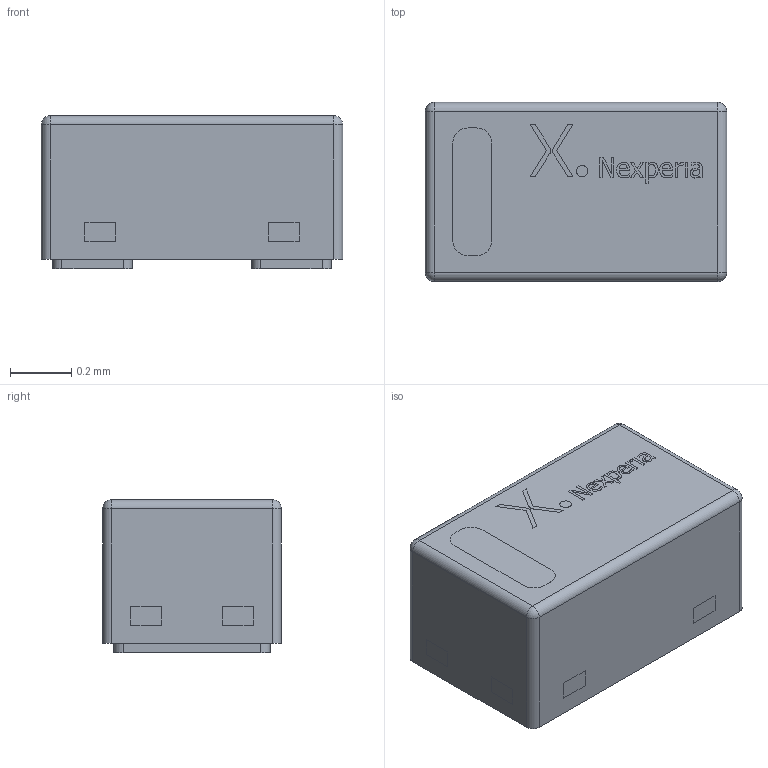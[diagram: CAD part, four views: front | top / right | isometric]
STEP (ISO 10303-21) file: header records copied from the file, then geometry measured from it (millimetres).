
FILE_DESCRIPTION(/* description */ (''),/* implementation_level */ '2;1');
FILE_NAME(/* name */ '1.stp',/* time_stamp */ '2020-12-26T21:40:44+02:00',/* author */ ('k'),/* organization */ (''),/* preprocessor_version */ 'ST-DEVELOPER v15.6',/* originating_system */ 'Autodesk Inventor 2015',/* authorisation */ '');
FILE_SCHEMA (('AUTOMOTIVE_DESIGN { 1 0 10303 214 3 1 1 }'));
Length unit declared in the file: millimetre
Products named in the file (6): 1; 2; 3; 4; Nexperia Logo
Bounding box: 0.98 x 0.58 x 0.5 mm (x, y, z)
Volume: 0.3 mm3; surface area: 5.5 mm2
Topology: 23 solids, 23 shells, 265 faces, 663 edges, 438 vertices
Faces by surface type: plane 184, bspline 54, cylinder 23, sphere 4
Full cylindrical faces by diameter (mm): 0.037 x1
Entity records: 8258 total; most frequent: CARTESIAN_POINT 2078, ORIENTED_EDGE 1324, DIRECTION 1044, EDGE_CURVE 662, LINE 508, VECTOR 508, VERTEX_POINT 438, EDGE_LOOP 284
